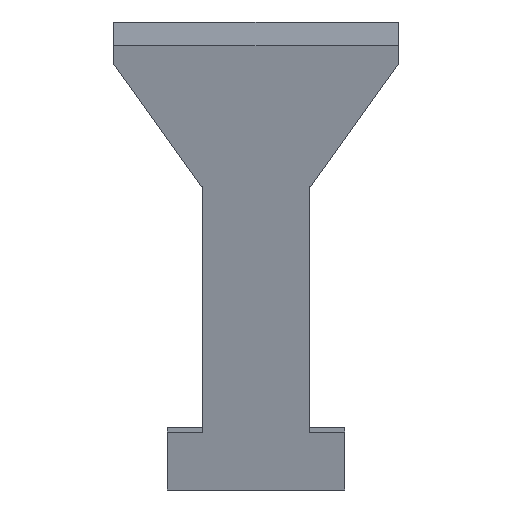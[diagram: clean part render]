
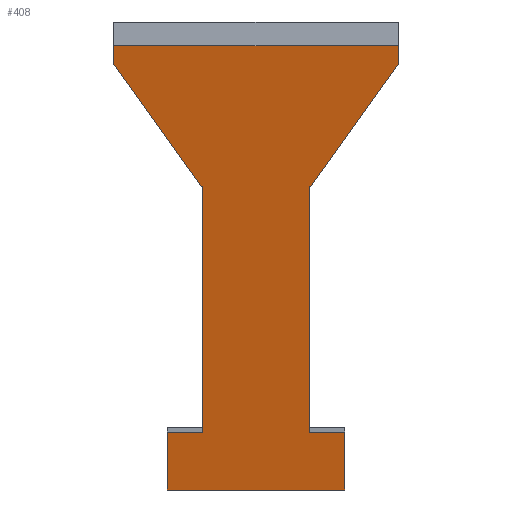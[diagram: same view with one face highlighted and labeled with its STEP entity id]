
A CAD part, front view. The second image highlights one B-rep face of the part: STEP entity #408.
In plain terms, the highlighted planar face has unit normal (0, -0.978, -0.208).
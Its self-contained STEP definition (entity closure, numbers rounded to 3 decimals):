
#27=FACE_OUTER_BOUND('',#51,.T.);
#51=EDGE_LOOP('',(#280,#281,#282,#283,#284,#285,#286,#287,#288,#289,#290,
#291));
#78=LINE('',#599,#128);
#79=LINE('',#602,#129);
#84=LINE('',#616,#134);
#85=LINE('',#618,#135);
#86=LINE('',#620,#136);
#87=LINE('',#622,#137);
#88=LINE('',#624,#138);
#89=LINE('',#626,#139);
#90=LINE('',#628,#140);
#91=LINE('',#630,#141);
#92=LINE('',#632,#142);
#93=LINE('',#633,#143);
#128=VECTOR('',#492,10.);
#129=VECTOR('',#495,10.);
#134=VECTOR('',#506,10.);
#135=VECTOR('',#507,10.);
#136=VECTOR('',#508,10.);
#137=VECTOR('',#509,10.);
#138=VECTOR('',#510,10.);
#139=VECTOR('',#511,10.);
#140=VECTOR('',#512,10.);
#141=VECTOR('',#513,10.);
#142=VECTOR('',#514,10.);
#143=VECTOR('',#515,10.);
#177=VERTEX_POINT('',#592);
#179=VERTEX_POINT('',#597);
#180=VERTEX_POINT('',#601);
#186=VERTEX_POINT('',#615);
#187=VERTEX_POINT('',#617);
#188=VERTEX_POINT('',#619);
#189=VERTEX_POINT('',#621);
#190=VERTEX_POINT('',#623);
#191=VERTEX_POINT('',#625);
#192=VERTEX_POINT('',#627);
#193=VERTEX_POINT('',#629);
#194=VERTEX_POINT('',#631);
#216=EDGE_CURVE('',#177,#179,#78,.T.);
#217=EDGE_CURVE('',#177,#180,#79,.T.);
#224=EDGE_CURVE('',#179,#186,#84,.T.);
#225=EDGE_CURVE('',#186,#187,#85,.T.);
#226=EDGE_CURVE('',#187,#188,#86,.T.);
#227=EDGE_CURVE('',#188,#189,#87,.T.);
#228=EDGE_CURVE('',#189,#190,#88,.T.);
#229=EDGE_CURVE('',#190,#191,#89,.T.);
#230=EDGE_CURVE('',#191,#192,#90,.T.);
#231=EDGE_CURVE('',#192,#193,#91,.T.);
#232=EDGE_CURVE('',#193,#194,#92,.T.);
#233=EDGE_CURVE('',#194,#180,#93,.T.);
#280=ORIENTED_EDGE('',*,*,#216,.T.);
#281=ORIENTED_EDGE('',*,*,#224,.T.);
#282=ORIENTED_EDGE('',*,*,#225,.T.);
#283=ORIENTED_EDGE('',*,*,#226,.T.);
#284=ORIENTED_EDGE('',*,*,#227,.T.);
#285=ORIENTED_EDGE('',*,*,#228,.T.);
#286=ORIENTED_EDGE('',*,*,#229,.T.);
#287=ORIENTED_EDGE('',*,*,#230,.T.);
#288=ORIENTED_EDGE('',*,*,#231,.T.);
#289=ORIENTED_EDGE('',*,*,#232,.T.);
#290=ORIENTED_EDGE('',*,*,#233,.T.);
#291=ORIENTED_EDGE('',*,*,#217,.F.);
#369=PLANE('',#455);
#408=ADVANCED_FACE('',(#27),#369,.F.);
#455=AXIS2_PLACEMENT_3D('',#614,#504,#505);
#492=DIRECTION('',(0.,0.208,-0.978));
#495=DIRECTION('',(1.,0.,0.));
#504=DIRECTION('center_axis',(0.,0.978,0.208));
#505=DIRECTION('ref_axis',(1.,0.,0.));
#506=DIRECTION('',(0.572,0.171,-0.802));
#507=DIRECTION('',(0.,0.208,-0.978));
#508=DIRECTION('',(-1.,0.,0.));
#509=DIRECTION('',(0.,0.208,-0.978));
#510=DIRECTION('',(1.,0.,0.));
#511=DIRECTION('',(0.,-0.208,0.978));
#512=DIRECTION('',(-1.,0.,0.));
#513=DIRECTION('',(0.,-0.208,0.978));
#514=DIRECTION('',(0.572,-0.171,0.802));
#515=DIRECTION('',(0.,-0.208,0.978));
#592=CARTESIAN_POINT('',(0.,328.38,0.));
#597=CARTESIAN_POINT('',(0.,328.717,-1.584));
#599=CARTESIAN_POINT('',(0.,330.424,-9.615));
#601=CARTESIAN_POINT('',(24.,328.38,0.));
#602=CARTESIAN_POINT('',(12.,328.38,0.));
#614=CARTESIAN_POINT('Origin',(12.,332.131,-17.645));
#615=CARTESIAN_POINT('',(7.5,330.954,-12.11));
#616=CARTESIAN_POINT('',(9.563,331.57,-15.005));
#617=CARTESIAN_POINT('',(7.5,335.321,-32.651));
#618=CARTESIAN_POINT('',(7.5,333.726,-25.148));
#619=CARTESIAN_POINT('',(4.5,335.321,-32.651));
#620=CARTESIAN_POINT('',(8.25,335.321,-32.651));
#621=CARTESIAN_POINT('',(4.5,336.36,-37.542));
#622=CARTESIAN_POINT('',(4.5,334.246,-27.594));
#623=CARTESIAN_POINT('',(19.5,336.36,-37.542));
#624=CARTESIAN_POINT('',(0.,336.36,-37.542));
#625=CARTESIAN_POINT('',(19.5,335.321,-32.651));
#626=CARTESIAN_POINT('',(19.5,333.726,-25.148));
#627=CARTESIAN_POINT('',(16.5,335.321,-32.651));
#628=CARTESIAN_POINT('',(14.25,335.321,-32.651));
#629=CARTESIAN_POINT('',(16.5,330.954,-12.11));
#630=CARTESIAN_POINT('',(16.5,331.543,-14.878));
#631=CARTESIAN_POINT('',(24.,328.717,-1.584));
#632=CARTESIAN_POINT('',(18.187,330.451,-9.742));
#633=CARTESIAN_POINT('',(24.,330.424,-9.615));
